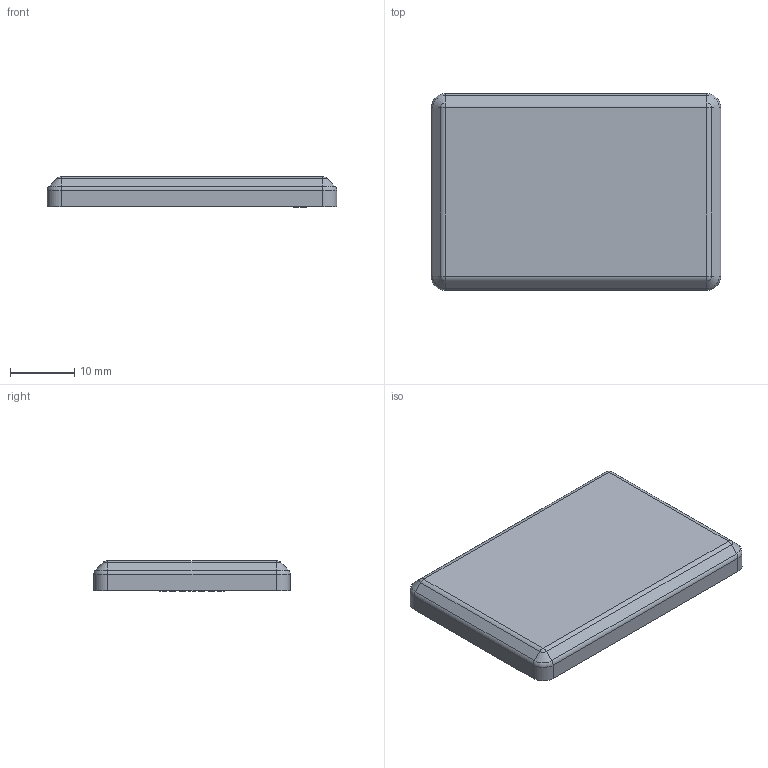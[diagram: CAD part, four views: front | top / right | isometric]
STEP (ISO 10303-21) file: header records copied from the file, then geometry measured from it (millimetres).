
FILE_DESCRIPTION (( 'STEP AP214' ), '1' );
FILE_NAME ('uSPa46_2409.stp', '2024-09-16T05:30:25', ( '' ), ( '' ), 'SwSTEP 2.0', 'SolidWorks 2017', '' );
FILE_SCHEMA (( 'AUTOMOTIVE_DESIGN' ));
Length unit declared in the file: millimetre
Products named in the file (1): uSPa46_2409
Bounding box: 45.1 x 30.6 x 4.75 mm (x, y, z)
Volume: 6240.9 mm3; surface area: 3280 mm2
Topology: 1 solids, 1 shells, 69 faces, 156 edges, 96 vertices
Faces by surface type: plane 45, cylinder 12, torus 8, cone 4
Entity records: 2340 total; most frequent: CARTESIAN_POINT 350, DIRECTION 324, ORIENTED_EDGE 312, EDGE_CURVE 156, VECTOR 120, LINE 120, AXIS2_PLACEMENT_3D 102, VERTEX_POINT 96
